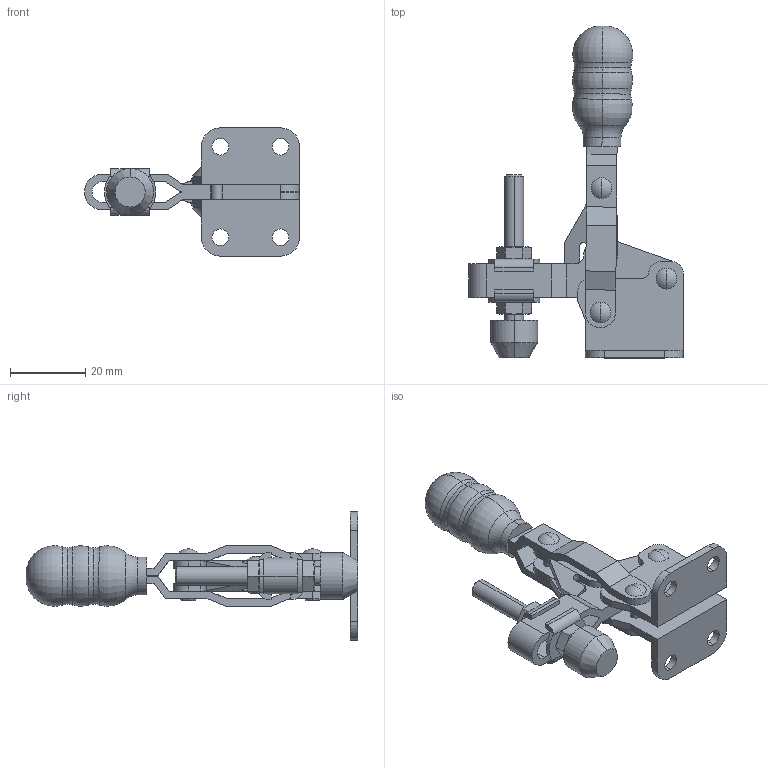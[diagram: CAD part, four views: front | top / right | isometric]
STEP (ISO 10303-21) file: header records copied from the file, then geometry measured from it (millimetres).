
FILE_DESCRIPTION (( 'STEP AP214' ), '1' );
FILE_NAME ('493804(GH-10752-BSS).STEP', '2019-01-16T06:04:25', ( 'LinWei' ), ( '' ), 'SwSTEP 2.0', 'SolidWorks 2016', '' );
FILE_SCHEMA (( 'AUTOMOTIVE_DESIGN' ));
Length unit declared in the file: millimetre
Products named in the file (6): 110752B08-1^493804(GH-10752-BSS); Group5^493804(GH-10752-BSS); Group4^493804(GH-10752-BSS); Group2^493804(GH-10752-BSS); Group1^493804(GH-10752-BSS); 493804(GH-10752-BSS)
Assembly tree (5 placements, depth 2):
  493804(GH-10752-BSS)
    Group1^493804(GH-10752-BSS)
    Group2^493804(GH-10752-BSS)
    Group4^493804(GH-10752-BSS)
    Group5^493804(GH-10752-BSS)
    110752B08-1^493804(GH-10752-BSS)
Bounding box: 57 x 88 x 34 mm (x, y, z)
Volume: 16264.3 mm3; surface area: 14277.3 mm2
Topology: 5 solids, 5 shells, 294 faces, 746 edges, 479 vertices
Faces by surface type: plane 140, cylinder 94, cone 28, torus 24, sphere 8
Entity records: 10649 total; most frequent: CARTESIAN_POINT 1785, DIRECTION 1550, ORIENTED_EDGE 1488, EDGE_CURVE 744, AXIS2_PLACEMENT_3D 580, VERTEX_POINT 479, LINE 390, VECTOR 390
